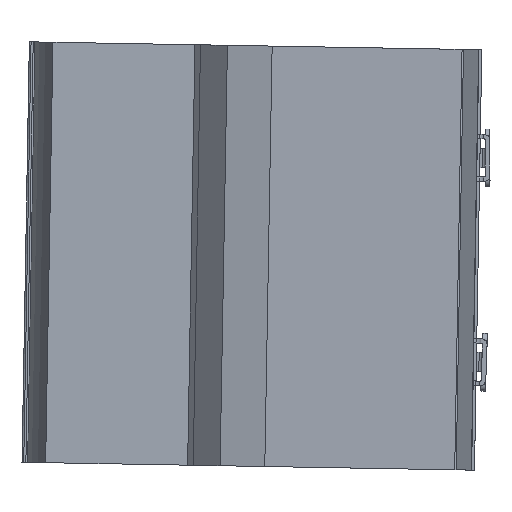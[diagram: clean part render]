
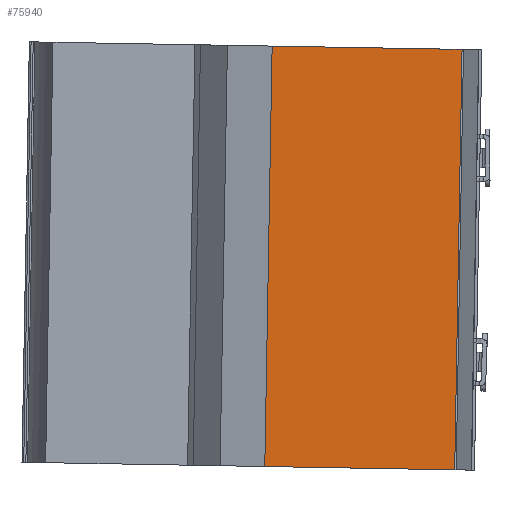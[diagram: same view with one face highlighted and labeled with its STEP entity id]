
A CAD part, left-side view. The second image highlights one B-rep face of the part: STEP entity #75940.
In plain terms, the highlighted planar face has unit normal (-1, 0.019, 0).
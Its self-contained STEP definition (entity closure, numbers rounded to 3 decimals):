
#1180=CARTESIAN_POINT('',(34.484,220.656,
157.092));
#1190=VERTEX_POINT('',#1180);
#1220=CARTESIAN_POINT('',(35.1,253.626,
157.668));
#1230=DIRECTION('',(-0.019,-1.,
-0.017));
#1240=VECTOR('',#1230,1.);
#1250=LINE('',#1220,#1240);
#1260=CARTESIAN_POINT('',(35.1,253.626,
157.668));
#1270=VERTEX_POINT('',#1260);
#1280=EDGE_CURVE('',#1270,#1190,#1250,.T.);
#75640=CARTESIAN_POINT('',(34.484,219.431,
227.225));
#75650=DIRECTION('',(1.,-0.019,
0.));
#75660=DIRECTION('',(-0.019,-1.,
-0.017));
#75670=AXIS2_PLACEMENT_3D('',#75640,#75650,#75660);
#75680=PLANE('',#75670);
#75690=CARTESIAN_POINT('',(34.484,221.293,
120.598));
#75700=DIRECTION('',(0.,-0.017,1.));
#75710=VECTOR('',#75700,1.);
#75720=LINE('',#75690,#75710);
#75730=CARTESIAN_POINT('',(34.484,221.93,
84.103));
#75740=VERTEX_POINT('',#75730);
#75750=EDGE_CURVE('',#75740,#1190,#75720,.T.);
#75760=ORIENTED_EDGE('',*,*,#75750,.T.);
#75770=CARTESIAN_POINT('',(35.1,254.9,
84.679));
#75780=DIRECTION('',(-0.019,-1.,
-0.017));
#75790=VECTOR('',#75780,1.);
#75800=LINE('',#75770,#75790);
#75810=CARTESIAN_POINT('',(35.1,254.9,
84.679));
#75820=VERTEX_POINT('',#75810);
#75830=EDGE_CURVE('',#75820,#75740,#75800,.T.);
#75840=ORIENTED_EDGE('',*,*,#75830,.T.);
#75850=CARTESIAN_POINT('',(35.1,254.263,
121.173));
#75860=DIRECTION('',(0.,-0.017,1.));
#75870=VECTOR('',#75860,1.);
#75880=LINE('',#75850,#75870);
#75890=EDGE_CURVE('',#75820,#1270,#75880,.T.);
#75900=ORIENTED_EDGE('',*,*,#75890,.F.);
#75910=ORIENTED_EDGE('',*,*,#1280,.F.);
#75920=EDGE_LOOP('',(#75910,#75900,#75840,#75760));
#75930=FACE_OUTER_BOUND('',#75920,.T.);
#75940=ADVANCED_FACE('',(#75930),#75680,.F.);
